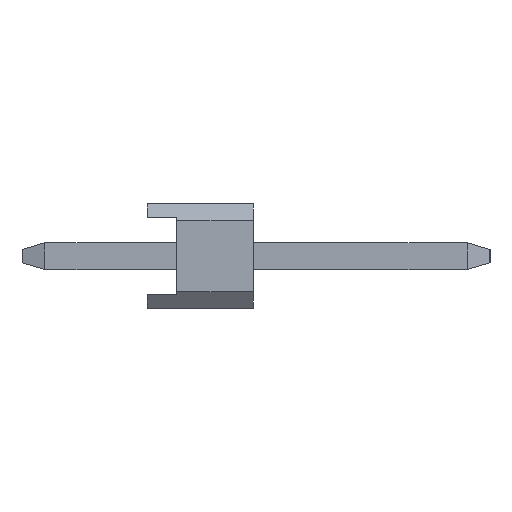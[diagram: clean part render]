
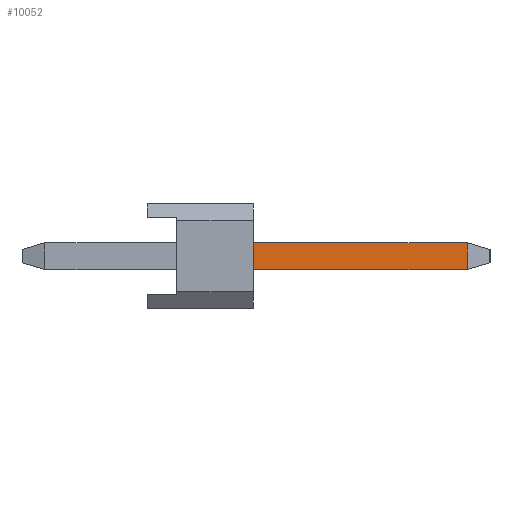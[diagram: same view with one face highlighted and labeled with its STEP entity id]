
A CAD part, left-side view. The second image highlights one B-rep face of the part: STEP entity #10052.
In plain terms, the highlighted planar face has unit normal (-1, 0, 0).
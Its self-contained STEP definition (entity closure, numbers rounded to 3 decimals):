
#7716=VERTEX_POINT('',#19904);
#10052=ADVANCED_FACE('',(#22479),#22480,.T.);
#10864=EDGE_CURVE('',#16256,#13590,#23357,.T.);
#11404=EDGE_CURVE('',#13590,#14116,#23955,.T.);
#13426=EDGE_CURVE('',#7716,#16256,#26253,.T.);
#13590=VERTEX_POINT('',#26435);
#14116=VERTEX_POINT('',#27008);
#15460=EDGE_CURVE('',#14116,#7716,#28484,.T.);
#16256=VERTEX_POINT('',#29350);
#19904=CARTESIAN_POINT('',(-48.58,-7.654,0.32));
#22479=FACE_OUTER_BOUND('',#37662,.T.);
#22480=PLANE('',#37663);
#23357=LINE('',#38971,#38972);
#23955=LINE('',#39807,#39808);
#26253=LINE('',#43165,#43166);
#26435=CARTESIAN_POINT('',(-48.58,-2.54,-0.32));
#27008=CARTESIAN_POINT('',(-48.58,-2.54,0.32));
#28484=LINE('',#46394,#46395);
#29350=CARTESIAN_POINT('',(-48.58,-7.654,-0.32));
#37662=EDGE_LOOP('',(#54843,#54844,#54845,#54846));
#37663=AXIS2_PLACEMENT_3D('',#54847,#54848,#54849);
#38971=CARTESIAN_POINT('',(-48.58,2.454,-0.32));
#38972=VECTOR('',#55595,1.0);
#39807=CARTESIAN_POINT('',(-48.58,-2.54,0.252));
#39808=VECTOR('',#56202,1.0);
#43165=CARTESIAN_POINT('',(-48.58,-7.654,0.5));
#43166=VECTOR('',#59286,1.0);
#46394=CARTESIAN_POINT('',(-48.58,-2.6,0.32));
#46395=VECTOR('',#61423,1.0);
#54843=ORIENTED_EDGE('',*,*,#11404,.F.);
#54844=ORIENTED_EDGE('',*,*,#10864,.F.);
#54845=ORIENTED_EDGE('',*,*,#13426,.F.);
#54846=ORIENTED_EDGE('',*,*,#15460,.F.);
#54847=CARTESIAN_POINT('',(-48.58,2.454,0.5));
#54848=DIRECTION('',(-1.0,0.,0.));
#54849=DIRECTION('',(0.,1.0,0.));
#55595=DIRECTION('',(0.,1.0,0.));
#56202=DIRECTION('',(0.,0.,1.0));
#59286=DIRECTION('',(0.0,0.,-1.0));
#61423=DIRECTION('',(0.,-1.0,0.));
